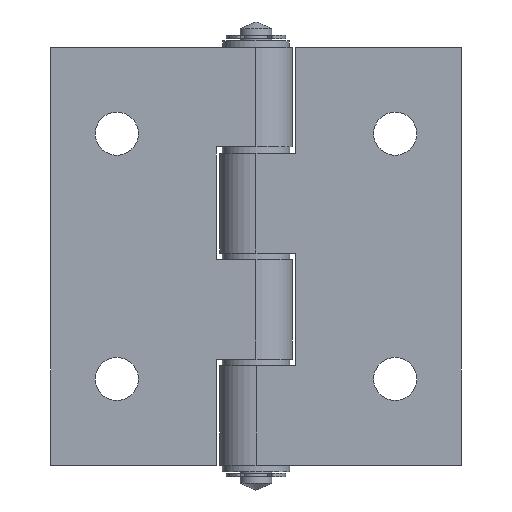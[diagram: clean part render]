
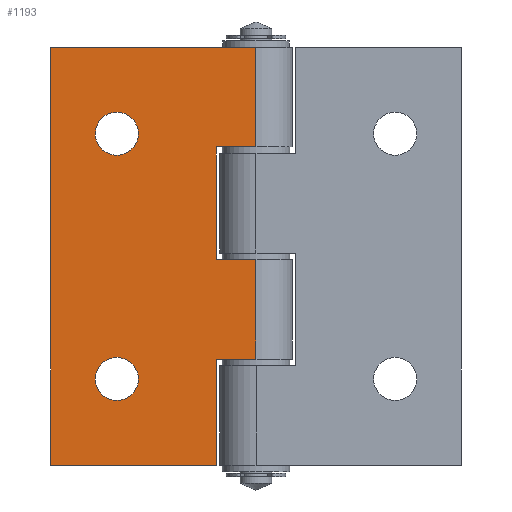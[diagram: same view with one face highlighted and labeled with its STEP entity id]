
A CAD part, front view. The second image highlights one B-rep face of the part: STEP entity #1193.
In plain terms, the highlighted planar face has unit normal (0, -1, 0).
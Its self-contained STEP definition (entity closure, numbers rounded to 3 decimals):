
#84=FACE_BOUND('',#265,.T.);
#85=FACE_BOUND('',#266,.T.);
#135=PLANE('',#1291);
#180=FACE_OUTER_BOUND('',#264,.T.);
#264=EDGE_LOOP('',(#902,#903,#904,#905,#906,#907,#908,#909,#910,#911));
#265=EDGE_LOOP('',(#912));
#266=EDGE_LOOP('',(#913));
#365=LINE('',#1833,#445);
#369=LINE('',#1840,#449);
#372=LINE('',#1872,#452);
#374=LINE('',#1878,#454);
#377=LINE('',#1886,#457);
#380=LINE('',#1892,#460);
#382=LINE('',#1899,#462);
#384=LINE('',#1905,#464);
#385=LINE('',#1907,#465);
#386=LINE('',#1908,#466);
#445=VECTOR('',#1432,63.);
#449=VECTOR('',#1438,25.);
#452=VECTOR('',#1475,16.);
#454=VECTOR('',#1481,6.);
#457=VECTOR('',#1486,17.);
#460=VECTOR('',#1491,6.);
#462=VECTOR('',#1499,6.);
#464=VECTOR('',#1505,15.);
#465=VECTOR('',#1508,15.);
#466=VECTOR('',#1509,31.);
#526=CIRCLE('',#1269,3.25);
#529=CIRCLE('',#1274,3.25);
#594=VERTEX_POINT('',#1830);
#595=VERTEX_POINT('',#1832);
#597=VERTEX_POINT('',#1838);
#600=VERTEX_POINT('',#1847);
#603=VERTEX_POINT('',#1855);
#609=VERTEX_POINT('',#1870);
#611=VERTEX_POINT('',#1876);
#614=VERTEX_POINT('',#1883);
#615=VERTEX_POINT('',#1885);
#617=VERTEX_POINT('',#1891);
#619=VERTEX_POINT('',#1897);
#621=VERTEX_POINT('',#1903);
#707=EDGE_CURVE('',#595,#594,#365,.T.);
#711=EDGE_CURVE('',#597,#594,#369,.T.);
#714=EDGE_CURVE('',#600,#600,#526,.T.);
#717=EDGE_CURVE('',#603,#603,#529,.T.);
#724=EDGE_CURVE('',#597,#609,#372,.T.);
#727=EDGE_CURVE('',#609,#611,#374,.T.);
#730=EDGE_CURVE('',#615,#614,#377,.T.);
#733=EDGE_CURVE('',#617,#615,#380,.T.);
#737=EDGE_CURVE('',#614,#619,#382,.T.);
#740=EDGE_CURVE('',#621,#619,#384,.T.);
#741=EDGE_CURVE('',#617,#611,#385,.T.);
#742=EDGE_CURVE('',#621,#595,#386,.T.);
#902=ORIENTED_EDGE('',*,*,#724,.T.);
#903=ORIENTED_EDGE('',*,*,#727,.T.);
#904=ORIENTED_EDGE('',*,*,#741,.F.);
#905=ORIENTED_EDGE('',*,*,#733,.T.);
#906=ORIENTED_EDGE('',*,*,#730,.T.);
#907=ORIENTED_EDGE('',*,*,#737,.T.);
#908=ORIENTED_EDGE('',*,*,#740,.F.);
#909=ORIENTED_EDGE('',*,*,#742,.T.);
#910=ORIENTED_EDGE('',*,*,#707,.T.);
#911=ORIENTED_EDGE('',*,*,#711,.F.);
#912=ORIENTED_EDGE('',*,*,#714,.T.);
#913=ORIENTED_EDGE('',*,*,#717,.T.);
#1193=ADVANCED_FACE('',(#180,#84,#85),#135,.T.);
#1269=AXIS2_PLACEMENT_3D('',#1848,#1447,#1448);
#1274=AXIS2_PLACEMENT_3D('',#1856,#1457,#1458);
#1291=AXIS2_PLACEMENT_3D('',#1906,#1506,#1507);
#1432=DIRECTION('',(0.,0.,-1.));
#1438=DIRECTION('',(-1.,0.,0.));
#1447=DIRECTION('center_axis',(0.,1.,0.));
#1448=DIRECTION('ref_axis',(1.,0.,0.));
#1457=DIRECTION('center_axis',(0.,1.,0.));
#1458=DIRECTION('ref_axis',(1.,0.,0.));
#1475=DIRECTION('',(0.,0.,1.));
#1481=DIRECTION('',(1.,0.,0.));
#1486=DIRECTION('',(0.,0.,1.));
#1491=DIRECTION('',(-1.,0.,0.));
#1499=DIRECTION('',(1.,0.,0.));
#1505=DIRECTION('',(0.,0.,-1.));
#1506=DIRECTION('center_axis',(0.,-1.,0.));
#1507=DIRECTION('ref_axis',(-1.,0.,0.));
#1508=DIRECTION('',(0.,0.,-1.));
#1509=DIRECTION('',(-1.,0.,0.));
#1830=CARTESIAN_POINT('',(-31.,0.,-63.));
#1832=CARTESIAN_POINT('',(-31.,0.,0.));
#1833=CARTESIAN_POINT('',(-31.,0.,0.));
#1838=CARTESIAN_POINT('',(-6.,0.,-63.));
#1840=CARTESIAN_POINT('',(0.,0.,-63.));
#1847=CARTESIAN_POINT('',(-24.25,0.,-50.));
#1848=CARTESIAN_POINT('Origin',(-21.,0.,-50.));
#1855=CARTESIAN_POINT('',(-24.25,0.,-13.));
#1856=CARTESIAN_POINT('Origin',(-21.,0.,-13.));
#1870=CARTESIAN_POINT('',(-6.,0.,-47.));
#1872=CARTESIAN_POINT('',(-6.,0.,-31.5));
#1876=CARTESIAN_POINT('',(0.,0.,-47.));
#1878=CARTESIAN_POINT('',(-3.,0.,-47.));
#1883=CARTESIAN_POINT('',(-6.,0.,-15.));
#1885=CARTESIAN_POINT('',(-6.,0.,-32.));
#1886=CARTESIAN_POINT('',(-6.,0.,-16.));
#1891=CARTESIAN_POINT('',(0.,0.,-32.));
#1892=CARTESIAN_POINT('',(3.889,0.,-32.));
#1897=CARTESIAN_POINT('',(0.,0.,-15.));
#1899=CARTESIAN_POINT('',(-3.,0.,-15.));
#1903=CARTESIAN_POINT('',(0.,0.,0.));
#1905=CARTESIAN_POINT('',(0.,0.,0.));
#1906=CARTESIAN_POINT('Origin',(0.,0.,0.));
#1907=CARTESIAN_POINT('',(0.,0.,0.));
#1908=CARTESIAN_POINT('',(0.,0.,0.));
